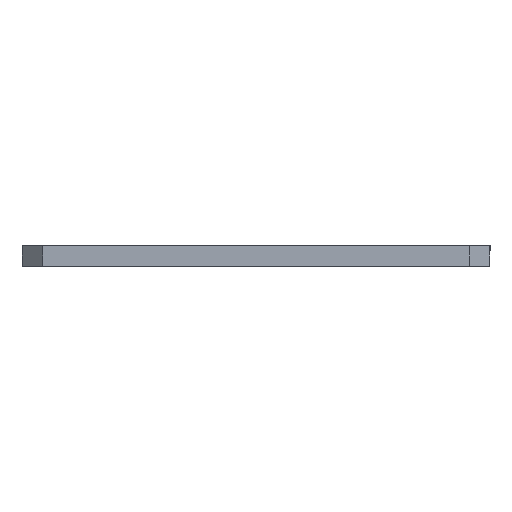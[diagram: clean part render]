
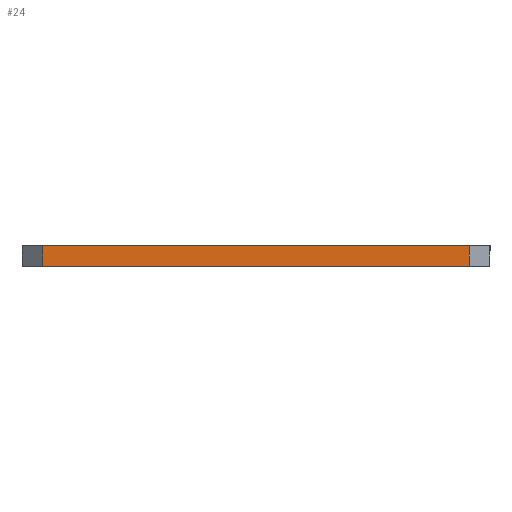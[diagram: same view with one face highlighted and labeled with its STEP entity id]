
A CAD part, left-side view. The second image highlights one B-rep face of the part: STEP entity #24.
In plain terms, the highlighted planar face has unit normal (-1, 0, 0).
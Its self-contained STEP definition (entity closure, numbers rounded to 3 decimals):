
#3 = CARTESIAN_POINT ( 'NONE',  ( -32.5, -20.5, 2. ) ) ;
#19 = ORIENTED_EDGE ( 'NONE', *, *, #36, .T. ) ;
#24 = ADVANCED_FACE ( 'NONE', ( #78 ), #817, .F. ) ;
#36 = EDGE_CURVE ( 'NONE', #74, #1488, #172, .T. ) ;
#74 = VERTEX_POINT ( 'NONE', #83 ) ;
#78 = FACE_OUTER_BOUND ( 'NONE', #236, .T. ) ;
#83 = CARTESIAN_POINT ( 'NONE',  ( -32.5, 20.5, 0. ) ) ;
#172 = LINE ( 'NONE', #1483, #1966 ) ;
#180 = LINE ( 'NONE', #3, #397 ) ;
#236 = EDGE_LOOP ( 'NONE', ( #1170, #335, #19, #727 ) ) ;
#335 = ORIENTED_EDGE ( 'NONE', *, *, #1079, .T. ) ;
#381 = CARTESIAN_POINT ( 'NONE',  ( -32.5, 20.5, 2. ) ) ;
#397 = VECTOR ( 'NONE', #453, 1000. ) ;
#453 = DIRECTION ( 'NONE',  ( 0., 0., 1. ) ) ;
#501 = CARTESIAN_POINT ( 'NONE',  ( -32.5, 20.5, 2. ) ) ;
#516 = LINE ( 'NONE', #501, #882 ) ;
#688 = DIRECTION ( 'NONE',  ( 0., 0., -1. ) ) ;
#727 = ORIENTED_EDGE ( 'NONE', *, *, #942, .T. ) ;
#775 = VERTEX_POINT ( 'NONE', #381 ) ;
#813 = DIRECTION ( 'NONE',  ( 0., 0., -1. ) ) ;
#817 = PLANE ( 'NONE',  #1557 ) ;
#882 = VECTOR ( 'NONE', #813, 1000. ) ;
#942 = EDGE_CURVE ( 'NONE', #1488, #1211, #180, .T. ) ;
#986 = CARTESIAN_POINT ( 'NONE',  ( -32.5, -22.5, 2. ) ) ;
#987 = CARTESIAN_POINT ( 'NONE',  ( -32.5, -20.5, 2. ) ) ;
#1013 = DIRECTION ( 'NONE',  ( 0., -1., 0. ) ) ;
#1079 = EDGE_CURVE ( 'NONE', #775, #74, #516, .T. ) ;
#1170 = ORIENTED_EDGE ( 'NONE', *, *, #1837, .F. ) ;
#1211 = VERTEX_POINT ( 'NONE', #987 ) ;
#1329 = DIRECTION ( 'NONE',  ( 0., -1., 0. ) ) ;
#1446 = VECTOR ( 'NONE', #1013, 1000. ) ;
#1483 = CARTESIAN_POINT ( 'NONE',  ( -32.5, -22.5, 0. ) ) ;
#1488 = VERTEX_POINT ( 'NONE', #1520 ) ;
#1489 = LINE ( 'NONE', #986, #1446 ) ;
#1520 = CARTESIAN_POINT ( 'NONE',  ( -32.5, -20.5, 0. ) ) ;
#1557 = AXIS2_PLACEMENT_3D ( 'NONE', #1623, #1605, #688 ) ;
#1605 = DIRECTION ( 'NONE',  ( 1., 0., 0. ) ) ;
#1623 = CARTESIAN_POINT ( 'NONE',  ( -32.5, -22.5, 2. ) ) ;
#1837 = EDGE_CURVE ( 'NONE', #775, #1211, #1489, .T. ) ;
#1966 = VECTOR ( 'NONE', #1329, 1000. ) ;
